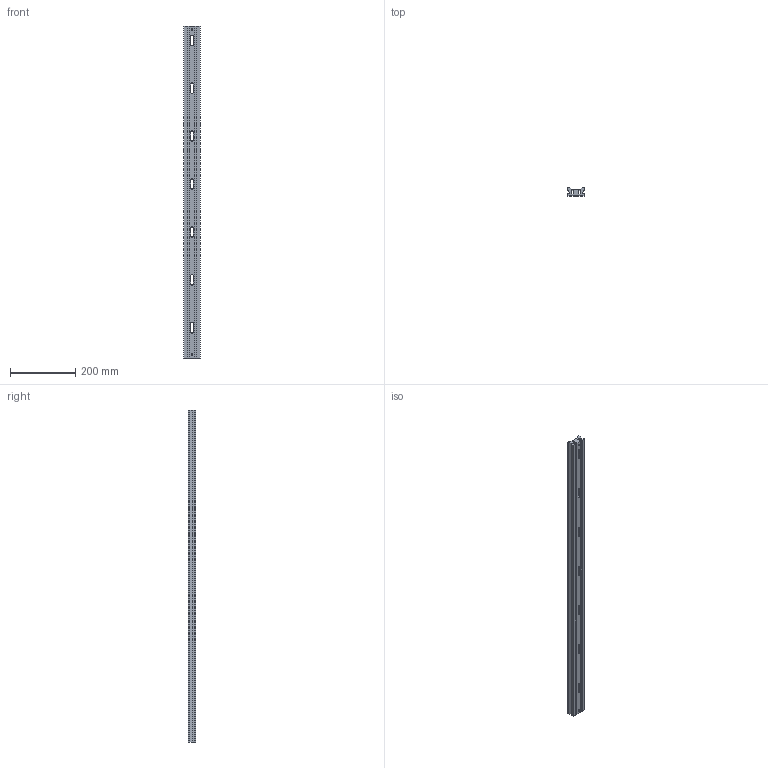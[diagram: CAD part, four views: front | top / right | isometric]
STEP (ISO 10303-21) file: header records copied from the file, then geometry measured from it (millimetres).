
FILE_DESCRIPTION (( 'STEP AP203' ), '1' );
FILE_NAME ('01ORL-4(M).STEP', '2016-02-25T08:36:42', ( '' ), ( '' ), 'SwSTEP 2.0', 'SolidWorks 2016', '' );
FILE_SCHEMA (( 'CONFIG_CONTROL_DESIGN' ));
Length unit declared in the file: millimetre
Products named in the file (1): 01ORL-4(M)
Bounding box: 50 x 24.5 x 1020 mm (x, y, z)
Volume: 778159.2 mm3; surface area: 256167.5 mm2
Topology: 1 solids, 1 shells, 119 faces, 326 edges, 214 vertices
Faces by surface type: plane 69, cylinder 46, cone 4
Entity records: 3865 total; most frequent: CARTESIAN_POINT 656, DIRECTION 654, ORIENTED_EDGE 644, EDGE_CURVE 322, VECTOR 230, LINE 230, VERTEX_POINT 214, AXIS2_PLACEMENT_3D 212
